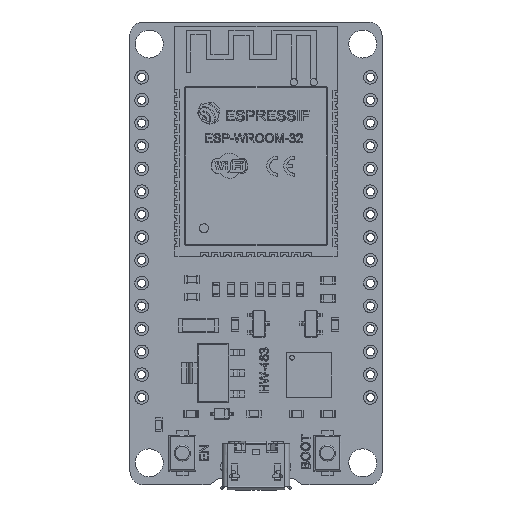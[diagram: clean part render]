
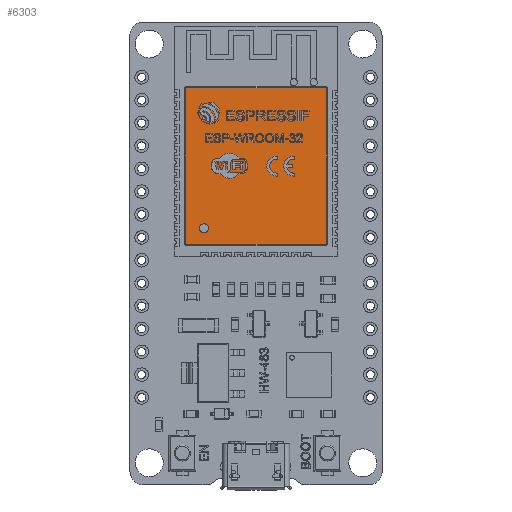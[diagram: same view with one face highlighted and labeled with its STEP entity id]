
A CAD part, top view. The second image highlights one B-rep face of the part: STEP entity #6303.
In plain terms, the highlighted free-form (B-spline) face has degree [1, 1] with [2, 2] control points.
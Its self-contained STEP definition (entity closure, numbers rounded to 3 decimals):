
#6303 = ADVANCED_FACE('',(#6304,#6334),#6348,.F.);
#6304 = FACE_BOUND('',#6305,.F.);
#6305 = EDGE_LOOP('',(#6306,#6315,#6322,#6329));
#6306 = ORIENTED_EDGE('',*,*,#6307,.F.);
#6307 = EDGE_CURVE('',#6308,#6310,#6312,.T.);
#6308 = VERTEX_POINT('',#6309);
#6309 = CARTESIAN_POINT('',(-6.577,15.537,
    3.297));
#6310 = VERTEX_POINT('',#6311);
#6311 = CARTESIAN_POINT('',(-6.577,0.862,3.297
    ));
#6312 = B_SPLINE_CURVE_WITH_KNOTS('',1,(#6313,#6314),.UNSPECIFIED.,.F.,
  .F.,(2,2),(0.,17.36),.PIECEWISE_BEZIER_KNOTS.);
#6313 = CARTESIAN_POINT('',(-6.577,15.537,
    3.297));
#6314 = CARTESIAN_POINT('',(-6.577,0.862,3.297
    ));
#6315 = ORIENTED_EDGE('',*,*,#6316,.T.);
#6316 = EDGE_CURVE('',#6308,#6317,#6319,.T.);
#6317 = VERTEX_POINT('',#6318);
#6318 = CARTESIAN_POINT('',(6.577,15.537,3.297
    ));
#6319 = B_SPLINE_CURVE_WITH_KNOTS('',1,(#6320,#6321),.UNSPECIFIED.,.F.,
  .F.,(2,2),(0.,15.56),.PIECEWISE_BEZIER_KNOTS.);
#6320 = CARTESIAN_POINT('',(-6.577,15.537,
    3.297));
#6321 = CARTESIAN_POINT('',(6.577,15.537,3.297
    ));
#6322 = ORIENTED_EDGE('',*,*,#6323,.T.);
#6323 = EDGE_CURVE('',#6317,#6324,#6326,.T.);
#6324 = VERTEX_POINT('',#6325);
#6325 = CARTESIAN_POINT('',(6.577,0.862,3.297)
  );
#6326 = B_SPLINE_CURVE_WITH_KNOTS('',1,(#6327,#6328),.UNSPECIFIED.,.F.,
  .F.,(2,2),(0.,17.36),.PIECEWISE_BEZIER_KNOTS.);
#6327 = CARTESIAN_POINT('',(6.577,15.537,3.297
    ));
#6328 = CARTESIAN_POINT('',(6.577,0.862,3.297)
  );
#6329 = ORIENTED_EDGE('',*,*,#6330,.F.);
#6330 = EDGE_CURVE('',#6310,#6324,#6331,.T.);
#6331 = B_SPLINE_CURVE_WITH_KNOTS('',1,(#6332,#6333),.UNSPECIFIED.,.F.,
  .F.,(2,2),(0.,15.56),.PIECEWISE_BEZIER_KNOTS.);
#6332 = CARTESIAN_POINT('',(-6.577,0.862,3.297
    ));
#6333 = CARTESIAN_POINT('',(6.577,0.862,3.297)
  );
#6334 = FACE_BOUND('',#6335,.F.);
#6335 = EDGE_LOOP('',(#6336));
#6336 = ORIENTED_EDGE('',*,*,#6337,.T.);
#6337 = EDGE_CURVE('',#6338,#6338,#6340,.T.);
#6338 = VERTEX_POINT('',#6339);
#6339 = CARTESIAN_POINT('',(-4.459,2.358,3.297
    ));
#6340 = ( BOUNDED_CURVE() B_SPLINE_CURVE(2,(#6341,#6342,#6343,#6344,
#6345,#6346,#6347),.UNSPECIFIED.,.T.,.F.) B_SPLINE_CURVE_WITH_KNOTS((1,2
    ,2,2,2,1),(-2.094,0.,2.094,4.189,
6.283,8.378),.UNSPECIFIED.) CURVE() 
GEOMETRIC_REPRESENTATION_ITEM() RATIONAL_B_SPLINE_CURVE((1.,0.5,1.,0.5,
1.,0.5,1.)) REPRESENTATION_ITEM('') );
#6341 = CARTESIAN_POINT('',(-4.459,2.358,3.297
    ));
#6342 = CARTESIAN_POINT('',(-4.459,3.09,3.297
    ));
#6343 = CARTESIAN_POINT('',(-5.093,2.724,3.297
    ));
#6344 = CARTESIAN_POINT('',(-5.726,2.358,3.297
    ));
#6345 = CARTESIAN_POINT('',(-5.093,1.992,3.297
    ));
#6346 = CARTESIAN_POINT('',(-4.459,1.626,3.297
    ));
#6347 = CARTESIAN_POINT('',(-4.459,2.358,3.297
    ));
#6348 = B_SPLINE_SURFACE_WITH_KNOTS('',1,1,(
    (#6349,#6350)
    ,(#6351,#6352
    )),.UNSPECIFIED.,.F.,.F.,.F.,(2,2),(2,2),(0.,15.56),(0.,17.36),
  .PIECEWISE_BEZIER_KNOTS.);
#6349 = CARTESIAN_POINT('',(-6.577,15.537,
    3.297));
#6350 = CARTESIAN_POINT('',(-6.577,0.862,3.297
    ));
#6351 = CARTESIAN_POINT('',(6.577,15.537,3.297
    ));
#6352 = CARTESIAN_POINT('',(6.577,0.862,3.297)
  );
